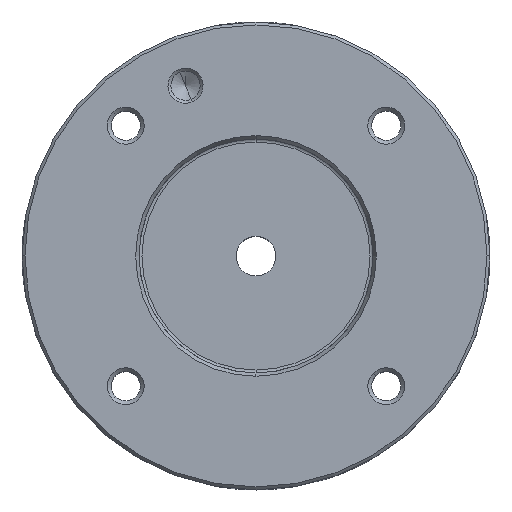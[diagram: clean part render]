
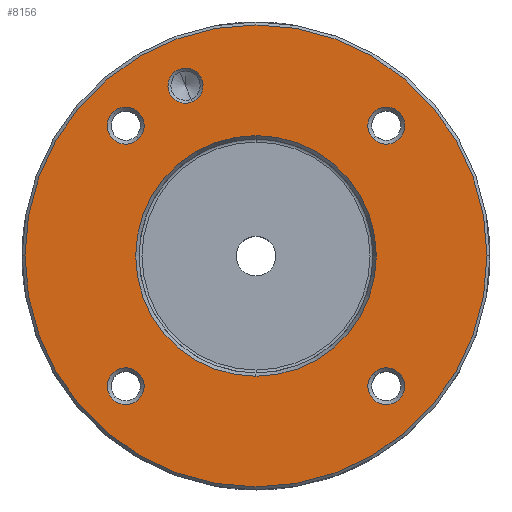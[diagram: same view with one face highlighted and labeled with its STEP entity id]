
A CAD part, top view. The second image highlights one B-rep face of the part: STEP entity #8156.
In plain terms, the highlighted planar face has unit normal (0, 0, 1).
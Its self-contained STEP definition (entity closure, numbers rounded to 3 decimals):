
#1144=CARTESIAN_POINT('',(0.,0.,
60.));
#1145=DIRECTION('',(0.,0.,1.));
#1146=DIRECTION('',(-1.,0.,0.));
#1147=AXIS2_PLACEMENT_3D('',#1144,#1145,#1146);
#1152=CARTESIAN_POINT('',(0.,0.,
60.));
#1153=DIRECTION('',(0.,0.,1.));
#1154=DIRECTION('',(1.,0.,0.));
#1155=AXIS2_PLACEMENT_3D('',#1152,#1153,#1154);
#1160=CARTESIAN_POINT('',(-12.055,29.102,60.));
#1161=DIRECTION('',(0.,0.,-1.));
#1162=DIRECTION('',(0.383,-0.924,0.));
#1163=AXIS2_PLACEMENT_3D('',#1160,#1161,#1162);
#1168=CARTESIAN_POINT('',(-12.055,29.102,60.));
#1169=DIRECTION('',(0.,0.,-1.));
#1170=DIRECTION('',(-0.383,0.924,0.));
#1171=AXIS2_PLACEMENT_3D('',#1168,#1169,#1170);
#1176=CARTESIAN_POINT('',(-22.274,-22.274,60.));
#1177=DIRECTION('',(0.,0.,-1.));
#1178=DIRECTION('',(-0.707,-0.707,0.));
#1179=AXIS2_PLACEMENT_3D('',#1176,#1177,#1178);
#1184=CARTESIAN_POINT('',(-22.274,-22.274,60.));
#1185=DIRECTION('',(0.,0.,-1.));
#1186=DIRECTION('',(0.707,0.707,0.));
#1187=AXIS2_PLACEMENT_3D('',#1184,#1185,#1186);
#1192=CARTESIAN_POINT('',(-22.274,22.274,60.));
#1193=DIRECTION('',(0.,0.,-1.));
#1194=DIRECTION('',(-0.707,0.707,0.));
#1195=AXIS2_PLACEMENT_3D('',#1192,#1193,#1194);
#1200=CARTESIAN_POINT('',(-22.274,22.274,60.));
#1201=DIRECTION('',(0.,0.,-1.));
#1202=DIRECTION('',(0.707,-0.707,0.));
#1203=AXIS2_PLACEMENT_3D('',#1200,#1201,#1202);
#1208=CARTESIAN_POINT('',(22.274,22.274,60.));
#1209=DIRECTION('',(0.,0.,-1.));
#1210=DIRECTION('',(0.707,0.707,0.));
#1211=AXIS2_PLACEMENT_3D('',#1208,#1209,#1210);
#1216=CARTESIAN_POINT('',(22.274,22.274,60.));
#1217=DIRECTION('',(0.,0.,-1.));
#1218=DIRECTION('',(-0.707,-0.707,0.));
#1219=AXIS2_PLACEMENT_3D('',#1216,#1217,#1218);
#1224=CARTESIAN_POINT('',(22.274,-22.274,60.));
#1225=DIRECTION('',(0.,0.,-1.));
#1226=DIRECTION('',(0.707,-0.707,0.));
#1227=AXIS2_PLACEMENT_3D('',#1224,#1225,#1226);
#1232=CARTESIAN_POINT('',(22.274,-22.274,60.));
#1233=DIRECTION('',(0.,0.,-1.));
#1234=DIRECTION('',(-0.707,0.707,0.));
#1235=AXIS2_PLACEMENT_3D('',#1232,#1233,#1234);
#1247=CARTESIAN_POINT('',(0.,0.,60.));
#1248=DIRECTION('',(0.,0.,-1.));
#1249=DIRECTION('',(0.,-1.,0.));
#1250=AXIS2_PLACEMENT_3D('',#1247,#1248,#1249);
#1263=CARTESIAN_POINT('',(0.,0.,60.));
#1264=DIRECTION('',(0.,0.,-1.));
#1265=DIRECTION('',(0.,1.,0.));
#1266=AXIS2_PLACEMENT_3D('',#1263,#1264,#1265);
#7190=CARTESIAN_POINT('',(-39.5,0.,60.));
#7191=CARTESIAN_POINT('',(39.5,0.,60.));
#7192=VERTEX_POINT('',#7190);
#7193=VERTEX_POINT('',#7191);
#7653=CARTESIAN_POINT('',(-10.906,26.331,60.));
#7654=VERTEX_POINT('',#7653);
#7655=CARTESIAN_POINT('',(-13.203,31.874,60.));
#7656=VERTEX_POINT('',#7655);
#7661=CARTESIAN_POINT('',(-24.501,-24.501,60.));
#7663=VERTEX_POINT('',#7661);
#7665=CARTESIAN_POINT('',(-20.046,-20.046,60.));
#7667=VERTEX_POINT('',#7665);
#7673=CARTESIAN_POINT('',(-24.501,24.501,60.));
#7674=VERTEX_POINT('',#7673);
#7675=CARTESIAN_POINT('',(-20.046,20.046,60.));
#7676=VERTEX_POINT('',#7675);
#7681=CARTESIAN_POINT('',(24.501,24.501,60.));
#7682=VERTEX_POINT('',#7681);
#7683=CARTESIAN_POINT('',(20.046,20.046,60.));
#7684=VERTEX_POINT('',#7683);
#7689=CARTESIAN_POINT('',(24.501,-24.501,60.));
#7690=VERTEX_POINT('',#7689);
#7691=CARTESIAN_POINT('',(20.046,-20.046,60.));
#7692=VERTEX_POINT('',#7691);
#7745=CARTESIAN_POINT('',(0.,-20.577,60.));
#7746=CARTESIAN_POINT('',(0.,20.577,60.));
#7747=VERTEX_POINT('',#7745);
#7748=VERTEX_POINT('',#7746);
#8110=CARTESIAN_POINT('',(0.,0.,60.));
#8111=DIRECTION('',(0.,0.,-1.));
#8112=DIRECTION('',(1.,0.,0.));
#8113=AXIS2_PLACEMENT_3D('',#8110,#8111,#8112);
#8114=PLANE('',#8113);
#8115=ORIENTED_EDGE('',*,*,#8100,.F.);
#8117=ORIENTED_EDGE('',*,*,#8116,.F.);
#8118=EDGE_LOOP('',(#8115,#8117));
#8119=FACE_OUTER_BOUND('',#8118,.F.);
#8121=ORIENTED_EDGE('',*,*,#8120,.F.);
#8123=ORIENTED_EDGE('',*,*,#8122,.F.);
#8124=EDGE_LOOP('',(#8121,#8123));
#8125=FACE_BOUND('',#8124,.F.);
#8127=ORIENTED_EDGE('',*,*,#8126,.F.);
#8129=ORIENTED_EDGE('',*,*,#8128,.F.);
#8130=EDGE_LOOP('',(#8127,#8129));
#8131=FACE_BOUND('',#8130,.F.);
#8133=ORIENTED_EDGE('',*,*,#8132,.F.);
#8135=ORIENTED_EDGE('',*,*,#8134,.F.);
#8136=EDGE_LOOP('',(#8133,#8135));
#8137=FACE_BOUND('',#8136,.F.);
#8139=ORIENTED_EDGE('',*,*,#8138,.F.);
#8141=ORIENTED_EDGE('',*,*,#8140,.F.);
#8142=EDGE_LOOP('',(#8139,#8141));
#8143=FACE_BOUND('',#8142,.F.);
#8145=ORIENTED_EDGE('',*,*,#8144,.F.);
#8147=ORIENTED_EDGE('',*,*,#8146,.F.);
#8148=EDGE_LOOP('',(#8145,#8147));
#8149=FACE_BOUND('',#8148,.F.);
#8151=ORIENTED_EDGE('',*,*,#8150,.F.);
#8153=ORIENTED_EDGE('',*,*,#8152,.F.);
#8154=EDGE_LOOP('',(#8151,#8153));
#8155=FACE_BOUND('',#8154,.F.);
#1148=CIRCLE('',#1147,39.5);
#1156=CIRCLE('',#1155,39.5);
#1164=CIRCLE('',#1163,3.);
#1172=CIRCLE('',#1171,3.);
#1180=CIRCLE('',#1179,3.15);
#1188=CIRCLE('',#1187,3.15);
#1196=CIRCLE('',#1195,3.15);
#1204=CIRCLE('',#1203,3.15);
#1212=CIRCLE('',#1211,3.15);
#1220=CIRCLE('',#1219,3.15);
#1228=CIRCLE('',#1227,3.15);
#1236=CIRCLE('',#1235,3.15);
#1251=CIRCLE('',#1250,20.577);
#1267=CIRCLE('',#1266,20.577);
#8100=EDGE_CURVE('',#7192,#7193,#1148,.T.);
#8116=EDGE_CURVE('',#7193,#7192,#1156,.T.);
#8120=EDGE_CURVE('',#7747,#7748,#1251,.T.);
#8122=EDGE_CURVE('',#7748,#7747,#1267,.T.);
#8126=EDGE_CURVE('',#7654,#7656,#1164,.T.);
#8128=EDGE_CURVE('',#7656,#7654,#1172,.T.);
#8132=EDGE_CURVE('',#7663,#7667,#1180,.T.);
#8134=EDGE_CURVE('',#7667,#7663,#1188,.T.);
#8138=EDGE_CURVE('',#7674,#7676,#1196,.T.);
#8140=EDGE_CURVE('',#7676,#7674,#1204,.T.);
#8144=EDGE_CURVE('',#7682,#7684,#1212,.T.);
#8146=EDGE_CURVE('',#7684,#7682,#1220,.T.);
#8150=EDGE_CURVE('',#7690,#7692,#1228,.T.);
#8152=EDGE_CURVE('',#7692,#7690,#1236,.T.);
#8156=ADVANCED_FACE('',(#8119,#8125,#8131,#8137,#8143,#8149,#8155),#8114,.F.);
